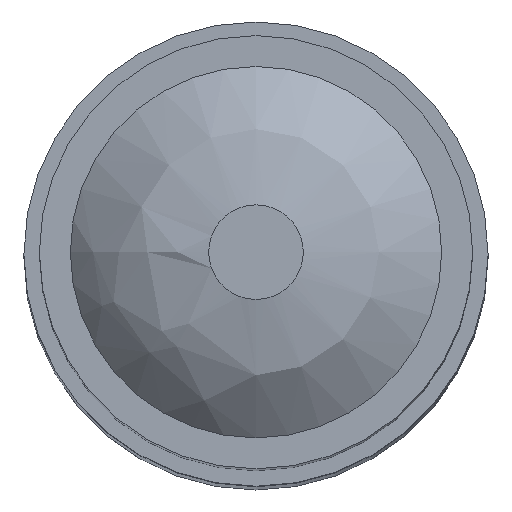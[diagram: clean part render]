
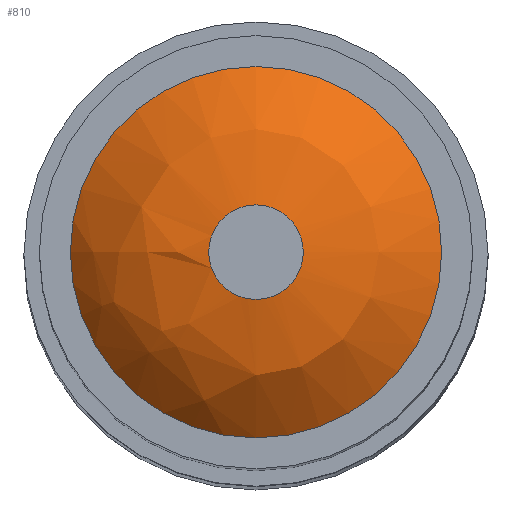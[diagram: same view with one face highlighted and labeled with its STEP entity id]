
A CAD part, top view. The second image highlights one B-rep face of the part: STEP entity #810.
In plain terms, the highlighted free-form (B-spline) face has degree [2, 2] with [3, 9] control points.
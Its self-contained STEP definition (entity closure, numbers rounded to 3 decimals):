
#215=FACE_OUTER_BOUND('',#270,.T.);
#270=EDGE_LOOP('',(#575,#576,#577,#578));
#337=CIRCLE('',#884,1.528);
#338=CIRCLE('',#885,6.);
#339=CIRCLE('',#886,6.);
#380=VERTEX_POINT('',#1239);
#381=VERTEX_POINT('',#1241);
#458=EDGE_CURVE('',#380,#380,#337,.T.);
#459=EDGE_CURVE('',#380,#381,#338,.T.);
#460=EDGE_CURVE('',#381,#381,#339,.T.);
#575=ORIENTED_EDGE('',*,*,#458,.T.);
#576=ORIENTED_EDGE('',*,*,#459,.T.);
#577=ORIENTED_EDGE('',*,*,#460,.F.);
#578=ORIENTED_EDGE('',*,*,#459,.F.);
#809=(
BOUNDED_SURFACE()
B_SPLINE_SURFACE(2,2,((#1212,#1213,#1214,#1215,#1216,#1217,#1218,#1219,
#1220),(#1221,#1222,#1223,#1224,#1225,#1226,#1227,#1228,#1229),(#1230,#1231,
#1232,#1233,#1234,#1235,#1236,#1237,#1238)),.UNSPECIFIED.,.F.,.T.,.F.)
B_SPLINE_SURFACE_WITH_KNOTS((3,3),(3,2,2,2,3),(0.73,1.571),
(-3.142,-1.571,0.,1.571,3.142),
 .UNSPECIFIED.)
GEOMETRIC_REPRESENTATION_ITEM()
RATIONAL_B_SPLINE_SURFACE(((1.,0.707,1.,0.707,1.,
0.707,1.,0.707,1.),(0.913,0.645,
0.913,0.645,0.913,0.645,
0.913,0.645,0.913),(1.,0.707,
1.,0.707,1.,0.707,1.,0.707,1.)))
REPRESENTATION_ITEM('')
SURFACE()
);
#810=ADVANCED_FACE('',(#215),#809,.T.);
#884=AXIS2_PLACEMENT_3D('',#1240,#980,#981);
#885=AXIS2_PLACEMENT_3D('',#1242,#982,#983);
#886=AXIS2_PLACEMENT_3D('',#1243,#984,#985);
#980=DIRECTION('center_axis',(0.,0.,-1.));
#981=DIRECTION('ref_axis',(1.,0.,0.));
#982=DIRECTION('center_axis',(0.,-1.,0.));
#983=DIRECTION('ref_axis',(-1.,0.,0.));
#984=DIRECTION('center_axis',(0.,0.,-1.));
#985=DIRECTION('ref_axis',(-1.,0.,0.));
#1212=CARTESIAN_POINT('Ctrl Pts',(-6.,0.,43.));
#1213=CARTESIAN_POINT('Ctrl Pts',(-6.,6.,43.));
#1214=CARTESIAN_POINT('Ctrl Pts',(0.,6.,43.));
#1215=CARTESIAN_POINT('Ctrl Pts',(6.,6.,43.));
#1216=CARTESIAN_POINT('Ctrl Pts',(6.,0.,43.));
#1217=CARTESIAN_POINT('Ctrl Pts',(6.,-6.,43.));
#1218=CARTESIAN_POINT('Ctrl Pts',(0.,-6.,43.));
#1219=CARTESIAN_POINT('Ctrl Pts',(-6.,-6.,43.));
#1220=CARTESIAN_POINT('Ctrl Pts',(-6.,0.,43.));
#1221=CARTESIAN_POINT('Ctrl Pts',(-4.211,0.,45.));
#1222=CARTESIAN_POINT('Ctrl Pts',(-4.211,4.211,45.));
#1223=CARTESIAN_POINT('Ctrl Pts',(0.,4.211,45.));
#1224=CARTESIAN_POINT('Ctrl Pts',(4.211,4.211,45.));
#1225=CARTESIAN_POINT('Ctrl Pts',(4.211,0.,45.));
#1226=CARTESIAN_POINT('Ctrl Pts',(4.211,-4.211,45.));
#1227=CARTESIAN_POINT('Ctrl Pts',(0.,-4.211,45.));
#1228=CARTESIAN_POINT('Ctrl Pts',(-4.211,-4.211,45.));
#1229=CARTESIAN_POINT('Ctrl Pts',(-4.211,0.,45.));
#1230=CARTESIAN_POINT('Ctrl Pts',(-1.528,0.,45.));
#1231=CARTESIAN_POINT('Ctrl Pts',(-1.528,1.528,45.));
#1232=CARTESIAN_POINT('Ctrl Pts',(0.,1.528,45.));
#1233=CARTESIAN_POINT('Ctrl Pts',(1.528,1.528,45.));
#1234=CARTESIAN_POINT('Ctrl Pts',(1.528,0.,45.));
#1235=CARTESIAN_POINT('Ctrl Pts',(1.528,-1.528,45.));
#1236=CARTESIAN_POINT('Ctrl Pts',(0.,-1.528,45.));
#1237=CARTESIAN_POINT('Ctrl Pts',(-1.528,-1.528,45.));
#1238=CARTESIAN_POINT('Ctrl Pts',(-1.528,0.,45.));
#1239=CARTESIAN_POINT('',(-1.528,0.,45.));
#1240=CARTESIAN_POINT('Origin',(0.,0.,45.));
#1241=CARTESIAN_POINT('',(-6.,0.,43.));
#1242=CARTESIAN_POINT('Origin',(-1.528,0.,
39.));
#1243=CARTESIAN_POINT('Origin',(0.,0.,43.));
